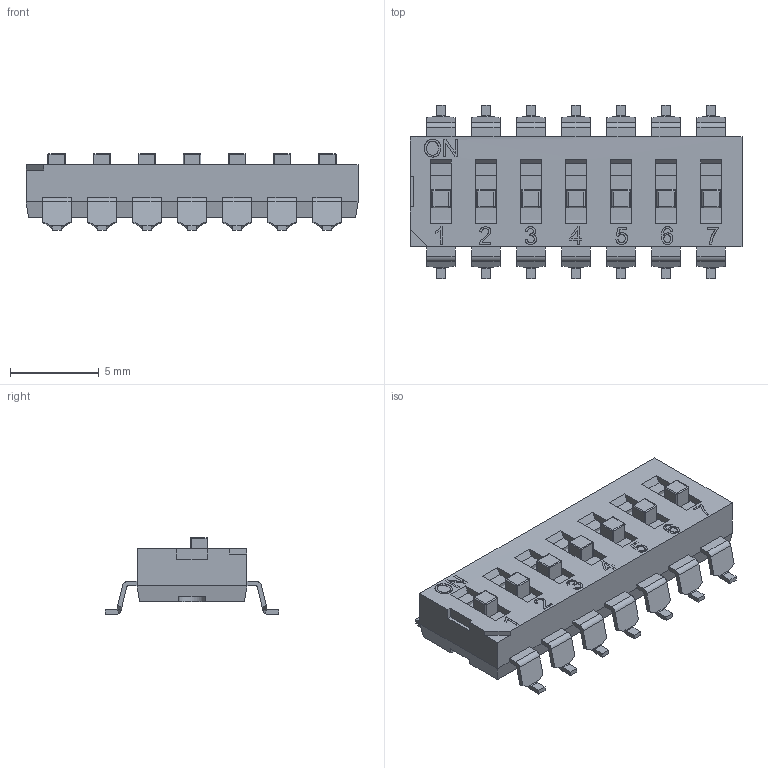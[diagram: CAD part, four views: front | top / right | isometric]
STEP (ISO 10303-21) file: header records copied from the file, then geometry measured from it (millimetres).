
FILE_DESCRIPTION(/* description */ (''),/* implementation_level */ '2;1');
FILE_NAME(/* name */ 'SMD DIP SWITCH 7P.step',/* time_stamp */ '2021-04-01T12:33:45+02:00',/* author */ (''),/* organization */ (''),/* preprocessor_version */ 'ST-DEVELOPER v18.1',/* originating_system */ 'Autodesk Translation Framework v9.10.0.1330',/* authorisation */ '');
FILE_SCHEMA (('AUTOMOTIVE_DESIGN { 1 0 10303 214 3 1 1 }'));
Length unit declared in the file: millimetre
Products named in the file (1): SMD DIP SWITCH 7P
Bounding box: 18.72 x 9.8 x 4.32 mm (x, y, z)
Volume: 363.3 mm3; surface area: 781.3 mm2
Topology: 22 solids, 22 shells, 1262 faces, 3400 edges, 2144 vertices
Faces by surface type: plane 778, cylinder 380, bspline 48, torus 28, sphere 28
Full cylindrical faces by diameter (mm): 0.57 x7, 0.6 x21, 2.4 x1
Entity records: 41018 total; most frequent: CARTESIAN_POINT 8973, ORIENTED_EDGE 6800, DIRECTION 6496, EDGE_CURVE 3400, LINE 2486, VECTOR 2486, VERTEX_POINT 2144, AXIS2_PLACEMENT_3D 2005
